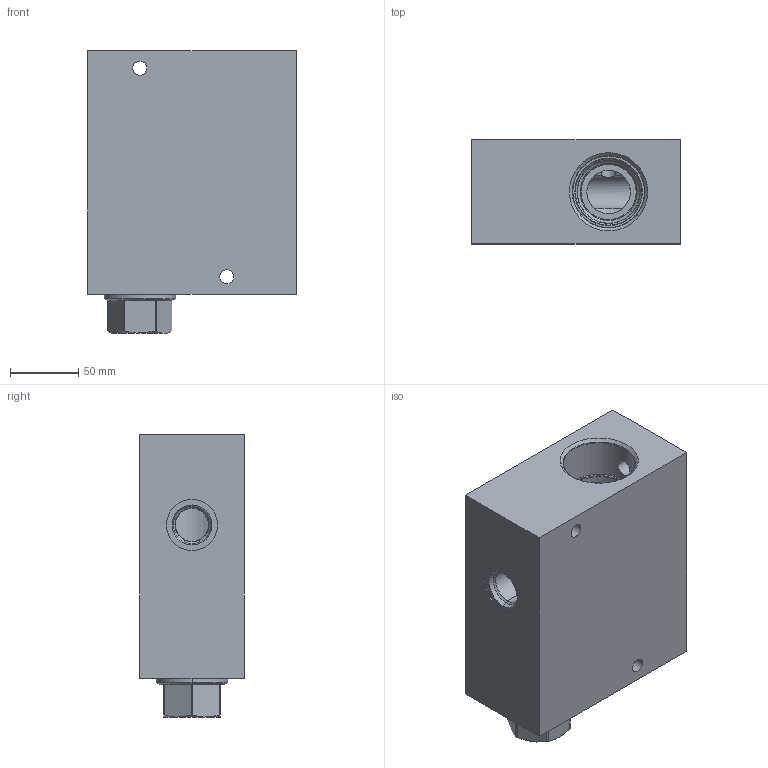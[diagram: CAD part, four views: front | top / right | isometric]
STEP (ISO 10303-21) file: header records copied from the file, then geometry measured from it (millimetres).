
FILE_DESCRIPTION((''),'2;1');
FILE_NAME('K6L_ASM','2021-05-18T',('ProEService'),(''),'PRO/ENGINEER BY PARAMETRIC TECHNOLOGY CORPORATION, 2014200','PRO/ENGINEER BY PARAMETRIC TECHNOLOGY CORPORATION, 2014200','');
FILE_SCHEMA(('CONFIG_CONTROL_DESIGN'));
Length unit declared in the file: inch
Products named in the file (3): 151-923-004; CXJAXCN; K6L_ASM
Assembly tree (2 placements, depth 2):
  K6L_ASM
    151-923-004
    CXJAXCN
Bounding box: 152.4 x 76.2 x 206.38 mm (x, y, z)
Volume: 1772783.8 mm3; surface area: 172064.2 mm2
Topology: 4 solids, 4 shells, 208 faces, 684 edges, 577 vertices
Faces by surface type: cylinder 83, cone 56, plane 38, torus 23, revolution 8
Entity records: 8428 total; most frequent: CARTESIAN_POINT 2456, DIRECTION 1308, ORIENTED_EDGE 928, EDGE_CURVE 464, AXIS2_PLACEMENT_3D 462, VECTOR 376, LINE 376, VERTEX_POINT 275
